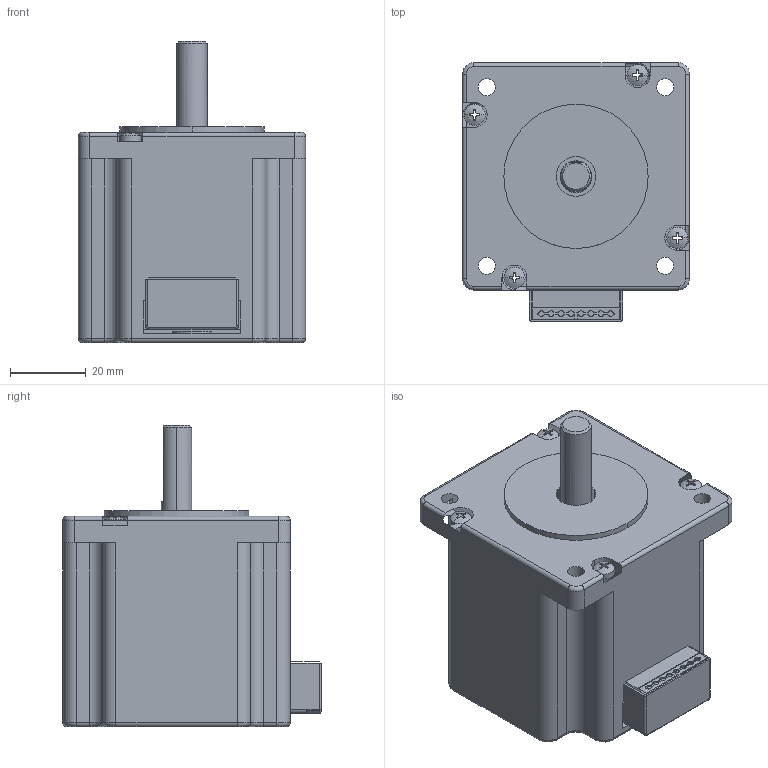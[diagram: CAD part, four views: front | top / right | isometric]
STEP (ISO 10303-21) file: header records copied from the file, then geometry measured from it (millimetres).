
FILE_DESCRIPTION((''),'2;1');
FILE_NAME('FL60STH56-2008AF_SW0001','2021-04-14T08:43:31',('guhaibo'),(''),'CREO PARAMETRIC BY PTC INC, 2017110','CREO PARAMETRIC BY PTC INC, 2017110','');
FILE_SCHEMA(('CONFIG_CONTROL_DESIGN'));
Length unit declared in the file: millimetre
Products named in the file (1): FL60STH56-2008AF_SW0001
Bounding box: 60 x 68.15 x 79.5 mm (x, y, z)
Surface area: 22948 mm2 (no closed solid volume)
Topology: 0 solids, 11 shells, 125 faces, 653 edges, 524 vertices
Faces by surface type: cylinder 57, plane 36, torus 18, sphere 8, cone 4, bspline 2
Entity records: 6731 total; most frequent: CARTESIAN_POINT 1426, DIRECTION 1221, ORIENTED_EDGE 918, EDGE_CURVE 649, VERTEX_POINT 524, AXIS2_PLACEMENT_3D 469, CIRCLE 346, VECTOR 283
